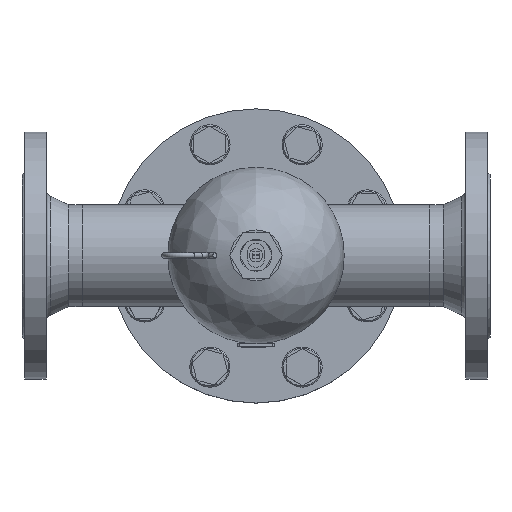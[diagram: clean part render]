
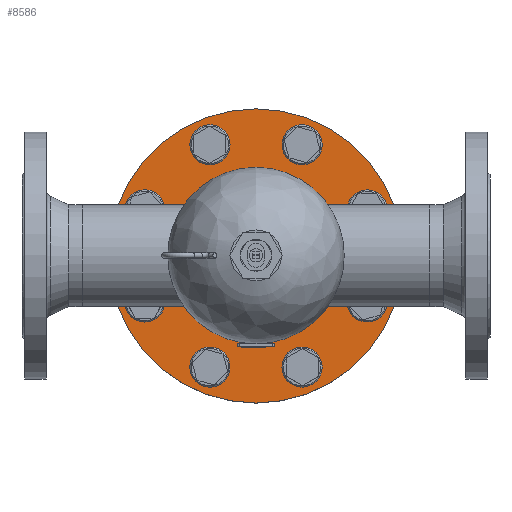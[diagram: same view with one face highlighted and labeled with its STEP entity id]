
A CAD part, top view. The second image highlights one B-rep face of the part: STEP entity #8586.
In plain terms, the highlighted planar face has unit normal (0, 0, 1).
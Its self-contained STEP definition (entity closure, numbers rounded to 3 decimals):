
#1913=FACE_BOUND('',#2931,.T.);
#1914=FACE_BOUND('',#2932,.T.);
#1915=FACE_BOUND('',#2933,.T.);
#1916=FACE_BOUND('',#2934,.T.);
#1917=FACE_BOUND('',#2935,.T.);
#1918=FACE_BOUND('',#2936,.T.);
#1919=FACE_BOUND('',#2937,.T.);
#1920=FACE_BOUND('',#2938,.T.);
#2289=FACE_OUTER_BOUND('',#2930,.T.);
#2930=EDGE_LOOP('',(#6882));
#2931=EDGE_LOOP('',(#6883));
#2932=EDGE_LOOP('',(#6884));
#2933=EDGE_LOOP('',(#6885));
#2934=EDGE_LOOP('',(#6886));
#2935=EDGE_LOOP('',(#6887));
#2936=EDGE_LOOP('',(#6888));
#2937=EDGE_LOOP('',(#6889));
#2938=EDGE_LOOP('',(#6890));
#3582=CIRCLE('',#9432,9.);
#3584=CIRCLE('',#9435,9.);
#3586=CIRCLE('',#9438,9.);
#3588=CIRCLE('',#9441,9.);
#3590=CIRCLE('',#9444,9.);
#3592=CIRCLE('',#9447,9.);
#3594=CIRCLE('',#9450,9.);
#3596=CIRCLE('',#9453,9.);
#3598=CIRCLE('',#9456,110.);
#4157=VERTEX_POINT('',#13971);
#4159=VERTEX_POINT('',#13976);
#4161=VERTEX_POINT('',#13981);
#4163=VERTEX_POINT('',#13986);
#4165=VERTEX_POINT('',#13991);
#4167=VERTEX_POINT('',#13996);
#4169=VERTEX_POINT('',#14001);
#4171=VERTEX_POINT('',#14006);
#4173=VERTEX_POINT('',#14011);
#5147=EDGE_CURVE('',#4157,#4157,#3582,.T.);
#5149=EDGE_CURVE('',#4159,#4159,#3584,.T.);
#5151=EDGE_CURVE('',#4161,#4161,#3586,.T.);
#5153=EDGE_CURVE('',#4163,#4163,#3588,.T.);
#5155=EDGE_CURVE('',#4165,#4165,#3590,.T.);
#5157=EDGE_CURVE('',#4167,#4167,#3592,.T.);
#5159=EDGE_CURVE('',#4169,#4169,#3594,.T.);
#5161=EDGE_CURVE('',#4171,#4171,#3596,.T.);
#5163=EDGE_CURVE('',#4173,#4173,#3598,.T.);
#6882=ORIENTED_EDGE('',*,*,#5163,.F.);
#6883=ORIENTED_EDGE('',*,*,#5147,.F.);
#6884=ORIENTED_EDGE('',*,*,#5149,.F.);
#6885=ORIENTED_EDGE('',*,*,#5151,.F.);
#6886=ORIENTED_EDGE('',*,*,#5153,.F.);
#6887=ORIENTED_EDGE('',*,*,#5155,.F.);
#6888=ORIENTED_EDGE('',*,*,#5157,.F.);
#6889=ORIENTED_EDGE('',*,*,#5159,.F.);
#6890=ORIENTED_EDGE('',*,*,#5161,.F.);
#8092=PLANE('',#9458);
#8586=ADVANCED_FACE('',(#2289,#1913,#1914,#1915,#1916,#1917,#1918,#1919,
#1920),#8092,.F.);
#9432=AXIS2_PLACEMENT_3D('',#13972,#11217,#11218);
#9435=AXIS2_PLACEMENT_3D('',#13977,#11223,#11224);
#9438=AXIS2_PLACEMENT_3D('',#13982,#11229,#11230);
#9441=AXIS2_PLACEMENT_3D('',#13987,#11235,#11236);
#9444=AXIS2_PLACEMENT_3D('',#13992,#11241,#11242);
#9447=AXIS2_PLACEMENT_3D('',#13997,#11247,#11248);
#9450=AXIS2_PLACEMENT_3D('',#14002,#11253,#11254);
#9453=AXIS2_PLACEMENT_3D('',#14007,#11259,#11260);
#9456=AXIS2_PLACEMENT_3D('',#14012,#11265,#11266);
#9458=AXIS2_PLACEMENT_3D('',#14015,#11269,#11270);
#11217=DIRECTION('center_axis',(0.,0.,1.));
#11218=DIRECTION('ref_axis',(1.,0.,0.));
#11223=DIRECTION('center_axis',(0.,0.,1.));
#11224=DIRECTION('ref_axis',(-1.,0.,0.));
#11229=DIRECTION('center_axis',(0.,0.,1.));
#11230=DIRECTION('ref_axis',(-1.,0.,0.));
#11235=DIRECTION('center_axis',(0.,0.,1.));
#11236=DIRECTION('ref_axis',(1.,0.,0.));
#11241=DIRECTION('center_axis',(0.,0.,1.));
#11242=DIRECTION('ref_axis',(1.,0.,0.));
#11247=DIRECTION('center_axis',(0.,0.,1.));
#11248=DIRECTION('ref_axis',(-1.,0.,0.));
#11253=DIRECTION('center_axis',(0.,0.,1.));
#11254=DIRECTION('ref_axis',(-1.,0.,0.));
#11259=DIRECTION('center_axis',(0.,0.,1.));
#11260=DIRECTION('ref_axis',(1.,0.,0.));
#11265=DIRECTION('center_axis',(0.,0.,-1.));
#11266=DIRECTION('ref_axis',(1.,0.,0.));
#11269=DIRECTION('center_axis',(0.,0.,-1.));
#11270=DIRECTION('ref_axis',(-1.,0.,0.));
#13971=CARTESIAN_POINT('',(-25.442,-83.149,239.8));
#13972=CARTESIAN_POINT('Origin',(-34.442,-83.149,239.8));
#13976=CARTESIAN_POINT('',(74.149,-34.442,239.8));
#13977=CARTESIAN_POINT('Origin',(83.149,-34.442,239.8));
#13981=CARTESIAN_POINT('',(25.442,83.149,239.8));
#13982=CARTESIAN_POINT('Origin',(34.442,83.149,239.8));
#13986=CARTESIAN_POINT('',(-25.442,83.149,239.8));
#13987=CARTESIAN_POINT('Origin',(-34.442,83.149,239.8));
#13991=CARTESIAN_POINT('',(-74.149,34.442,239.8));
#13992=CARTESIAN_POINT('Origin',(-83.149,34.442,239.8));
#13996=CARTESIAN_POINT('',(74.149,34.442,239.8));
#13997=CARTESIAN_POINT('Origin',(83.149,34.442,239.8));
#14001=CARTESIAN_POINT('',(25.442,-83.149,239.8));
#14002=CARTESIAN_POINT('Origin',(34.442,-83.149,239.8));
#14006=CARTESIAN_POINT('',(-74.149,-34.442,239.8));
#14007=CARTESIAN_POINT('Origin',(-83.149,-34.442,239.8));
#14011=CARTESIAN_POINT('',(110.,0.,239.8));
#14012=CARTESIAN_POINT('Origin',(0.,0.,239.8));
#14015=CARTESIAN_POINT('Origin',(0.,0.,239.8));
